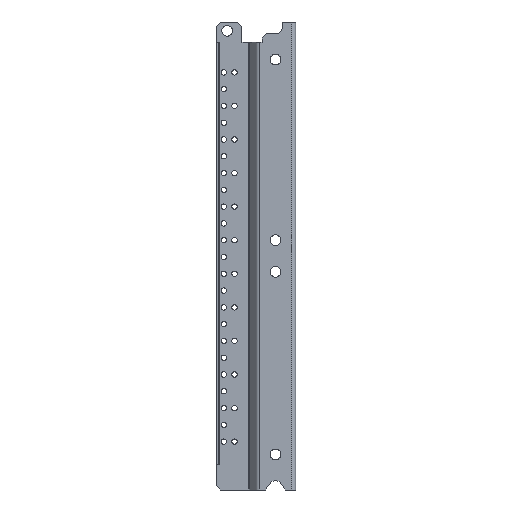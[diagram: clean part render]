
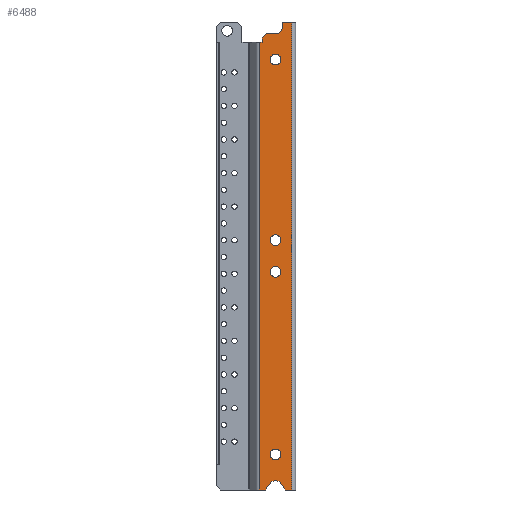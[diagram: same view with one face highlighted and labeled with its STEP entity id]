
A CAD part, front view. The second image highlights one B-rep face of the part: STEP entity #6488.
In plain terms, the highlighted face is planar.
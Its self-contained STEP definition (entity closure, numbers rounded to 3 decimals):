
#2109=DIRECTION('',(0.,-1.,0.));
#2110=VECTOR('',#2109,333.29);
#2111=CARTESIAN_POINT('',(17.,734.79,26.916));
#2112=LINE('',#2111,#2110);
#2116=CARTESIAN_POINT('',(17.,428.,14.995));
#2117=DIRECTION('',(1.,0.,0.));
#2118=DIRECTION('',(0.,1.,0.));
#2119=AXIS2_PLACEMENT_3D('',#2116,#2117,#2118);
#2124=CARTESIAN_POINT('',(17.,428.,14.995));
#2125=DIRECTION('',(1.,0.,0.));
#2126=DIRECTION('',(0.,-1.,0.));
#2127=AXIS2_PLACEMENT_3D('',#2124,#2125,#2126);
#2132=CARTESIAN_POINT('',(17.,722.,14.995));
#2133=DIRECTION('',(1.,0.,0.));
#2134=DIRECTION('',(0.,1.,0.));
#2135=AXIS2_PLACEMENT_3D('',#2132,#2133,#2134);
#2140=CARTESIAN_POINT('',(17.,722.,14.995));
#2141=DIRECTION('',(1.,0.,0.));
#2142=DIRECTION('',(0.,-1.,0.));
#2143=AXIS2_PLACEMENT_3D('',#2140,#2141,#2142);
#2148=CARTESIAN_POINT('',(17.,564.,14.995));
#2149=DIRECTION('',(-1.,0.,0.));
#2150=DIRECTION('',(0.,-1.,0.));
#2151=AXIS2_PLACEMENT_3D('',#2148,#2149,#2150);
#2156=CARTESIAN_POINT('',(17.,564.,14.995));
#2157=DIRECTION('',(-1.,0.,0.));
#2158=DIRECTION('',(0.,1.,0.));
#2159=AXIS2_PLACEMENT_3D('',#2156,#2157,#2158);
#2164=CARTESIAN_POINT('',(17.,587.5,14.995));
#2165=DIRECTION('',(-1.,0.,0.));
#2166=DIRECTION('',(0.,-1.,0.));
#2167=AXIS2_PLACEMENT_3D('',#2164,#2165,#2166);
#2172=CARTESIAN_POINT('',(17.,587.5,14.995));
#2173=DIRECTION('',(-1.,0.,0.));
#2174=DIRECTION('',(0.,1.,0.));
#2175=AXIS2_PLACEMENT_3D('',#2172,#2173,#2174);
#2180=DIRECTION('',(0.,0.,1.));
#2181=VECTOR('',#2180,4.52);
#2182=CARTESIAN_POINT('',(17.,401.5,3.));
#2183=LINE('',#2182,#2181);
#2187=DIRECTION('',(0.,0.844,0.537));
#2188=VECTOR('',#2187,5.287);
#2189=CARTESIAN_POINT('',(17.,401.5,7.52));
#2190=LINE('',#2189,#2188);
#2194=CARTESIAN_POINT('',(17.,403.001,14.995));
#2195=DIRECTION('',(1.,0.,0.));
#2196=DIRECTION('',(0.,0.538,-0.843));
#2197=AXIS2_PLACEMENT_3D('',#2194,#2195,#2196);
#2202=DIRECTION('',(0.,-0.844,0.537));
#2203=VECTOR('',#2202,5.287);
#2204=CARTESIAN_POINT('',(17.,405.96,19.63));
#2205=LINE('',#2204,#2203);
#2209=DIRECTION('',(0.,0.,1.));
#2210=VECTOR('',#2209,4.446);
#2211=CARTESIAN_POINT('',(17.,401.5,22.47));
#2212=LINE('',#2211,#2210);
#2216=DIRECTION('',(0.,0.,-1.));
#2217=VECTOR('',#2216,1.916);
#2218=CARTESIAN_POINT('',(17.,734.79,26.916));
#2219=LINE('',#2218,#2217);
#2223=DIRECTION('',(0.,0.707,-0.707));
#2224=VECTOR('',#2223,4.243);
#2225=CARTESIAN_POINT('',(17.,738.1,25.));
#2226=LINE('',#2225,#2224);
#2230=CARTESIAN_POINT('',(17.,746.1,15.));
#2231=DIRECTION('',(1.,0.,0.));
#2232=DIRECTION('',(0.,-1.,0.));
#2233=AXIS2_PLACEMENT_3D('',#2230,#2231,#2232);
#2238=DIRECTION('',(0.,0.,-1.));
#2239=VECTOR('',#2238,7.);
#2240=CARTESIAN_POINT('',(17.,750.,10.));
#2241=LINE('',#2240,#2239);
#2741=DIRECTION('',(0.,1.,0.));
#2742=VECTOR('',#2741,348.5);
#2743=CARTESIAN_POINT('',(17.,401.5,3.));
#2744=LINE('',#2743,#2742);
#4062=DIRECTION('',(0.,-1.,0.));
#4063=VECTOR('',#4062,3.9);
#4064=CARTESIAN_POINT('',(17.,750.,10.));
#4065=LINE('',#4064,#4063);
#4083=DIRECTION('',(0.,0.,1.));
#4084=VECTOR('',#4083,7.);
#4085=CARTESIAN_POINT('',(17.,741.1,15.));
#4086=LINE('',#4085,#4084);
#4104=DIRECTION('',(0.,-1.,0.));
#4105=VECTOR('',#4104,3.31);
#4106=CARTESIAN_POINT('',(17.,738.1,25.));
#4107=LINE('',#4106,#4105);
#4412=CARTESIAN_POINT('',(17.,726.,14.995));
#4413=CARTESIAN_POINT('',(17.,718.,14.995));
#4414=VERTEX_POINT('',#4412);
#4415=VERTEX_POINT('',#4413);
#4416=CARTESIAN_POINT('',(17.,734.79,26.916));
#4417=CARTESIAN_POINT('',(17.,734.79,25.));
#4418=VERTEX_POINT('',#4416);
#4419=VERTEX_POINT('',#4417);
#4420=CARTESIAN_POINT('',(17.,738.1,25.));
#4421=VERTEX_POINT('',#4420);
#4422=CARTESIAN_POINT('',(17.,741.1,22.));
#4423=VERTEX_POINT('',#4422);
#4424=CARTESIAN_POINT('',(17.,741.1,15.));
#4425=VERTEX_POINT('',#4424);
#4426=CARTESIAN_POINT('',(17.,746.1,10.));
#4427=VERTEX_POINT('',#4426);
#4428=CARTESIAN_POINT('',(17.,750.,10.));
#4429=VERTEX_POINT('',#4428);
#4430=CARTESIAN_POINT('',(17.,750.,3.));
#4431=VERTEX_POINT('',#4430);
#4798=CARTESIAN_POINT('',(17.,560.,14.995));
#4799=CARTESIAN_POINT('',(17.,568.,14.995));
#4800=VERTEX_POINT('',#4798);
#4801=VERTEX_POINT('',#4799);
#4802=CARTESIAN_POINT('',(17.,583.5,14.995));
#4803=CARTESIAN_POINT('',(17.,591.5,14.995));
#4804=VERTEX_POINT('',#4802);
#4805=VERTEX_POINT('',#4803);
#4848=CARTESIAN_POINT('',(17.,401.5,3.));
#4849=CARTESIAN_POINT('',(17.,401.5,7.52));
#4850=VERTEX_POINT('',#4848);
#4851=VERTEX_POINT('',#4849);
#4852=CARTESIAN_POINT('',(17.,405.96,10.36));
#4853=VERTEX_POINT('',#4852);
#4854=CARTESIAN_POINT('',(17.,405.96,19.63));
#4855=VERTEX_POINT('',#4854);
#4856=CARTESIAN_POINT('',(17.,401.5,22.47));
#4857=VERTEX_POINT('',#4856);
#4858=CARTESIAN_POINT('',(17.,401.5,26.916));
#4859=VERTEX_POINT('',#4858);
#4860=CARTESIAN_POINT('',(17.,432.,14.995));
#4861=CARTESIAN_POINT('',(17.,424.,14.995));
#4862=VERTEX_POINT('',#4860);
#4863=VERTEX_POINT('',#4861);
#6430=CARTESIAN_POINT('',(17.,600.,0.));
#6431=DIRECTION('',(1.,0.,0.));
#6432=DIRECTION('',(0.,-1.,0.));
#6433=AXIS2_PLACEMENT_3D('',#6430,#6431,#6432);
#6434=PLANE('',#6433);
#6436=ORIENTED_EDGE('',*,*,#6435,.F.);
#6438=ORIENTED_EDGE('',*,*,#6437,.T.);
#6440=ORIENTED_EDGE('',*,*,#6439,.T.);
#6442=ORIENTED_EDGE('',*,*,#6441,.T.);
#6444=ORIENTED_EDGE('',*,*,#6443,.T.);
#6446=ORIENTED_EDGE('',*,*,#6445,.T.);
#6447=ORIENTED_EDGE('',*,*,#6420,.F.);
#6449=ORIENTED_EDGE('',*,*,#6448,.T.);
#6451=ORIENTED_EDGE('',*,*,#6450,.F.);
#6453=ORIENTED_EDGE('',*,*,#6452,.T.);
#6455=ORIENTED_EDGE('',*,*,#6454,.F.);
#6457=ORIENTED_EDGE('',*,*,#6456,.T.);
#6459=ORIENTED_EDGE('',*,*,#6458,.F.);
#6461=ORIENTED_EDGE('',*,*,#6460,.T.);
#6462=EDGE_LOOP('',(#6436,#6438,#6440,#6442,#6444,#6446,#6447,#6449,#6451,#6453,
#6455,#6457,#6459,#6461));
#6463=FACE_OUTER_BOUND('',#6462,.F.);
#6465=ORIENTED_EDGE('',*,*,#6464,.T.);
#6467=ORIENTED_EDGE('',*,*,#6466,.T.);
#6468=EDGE_LOOP('',(#6465,#6467));
#6469=FACE_BOUND('',#6468,.F.);
#6471=ORIENTED_EDGE('',*,*,#6470,.F.);
#6473=ORIENTED_EDGE('',*,*,#6472,.F.);
#6474=EDGE_LOOP('',(#6471,#6473));
#6475=FACE_BOUND('',#6474,.F.);
#6477=ORIENTED_EDGE('',*,*,#6476,.F.);
#6479=ORIENTED_EDGE('',*,*,#6478,.F.);
#6480=EDGE_LOOP('',(#6477,#6479));
#6481=FACE_BOUND('',#6480,.F.);
#6483=ORIENTED_EDGE('',*,*,#6482,.T.);
#6485=ORIENTED_EDGE('',*,*,#6484,.T.);
#6486=EDGE_LOOP('',(#6483,#6485));
#6487=FACE_BOUND('',#6486,.F.);
#2120=CIRCLE('',#2119,4.);
#2128=CIRCLE('',#2127,4.);
#2136=CIRCLE('',#2135,4.);
#2144=CIRCLE('',#2143,4.);
#2152=CIRCLE('',#2151,4.);
#2160=CIRCLE('',#2159,4.);
#2168=CIRCLE('',#2167,4.);
#2176=CIRCLE('',#2175,4.);
#2198=CIRCLE('',#2197,5.499);
#2234=CIRCLE('',#2233,5.);
#6420=EDGE_CURVE('',#4418,#4859,#2112,.T.);
#6435=EDGE_CURVE('',#4850,#4431,#2744,.T.);
#6437=EDGE_CURVE('',#4850,#4851,#2183,.T.);
#6439=EDGE_CURVE('',#4851,#4853,#2190,.T.);
#6441=EDGE_CURVE('',#4853,#4855,#2198,.T.);
#6443=EDGE_CURVE('',#4855,#4857,#2205,.T.);
#6445=EDGE_CURVE('',#4857,#4859,#2212,.T.);
#6448=EDGE_CURVE('',#4418,#4419,#2219,.T.);
#6450=EDGE_CURVE('',#4421,#4419,#4107,.T.);
#6452=EDGE_CURVE('',#4421,#4423,#2226,.T.);
#6454=EDGE_CURVE('',#4425,#4423,#4086,.T.);
#6456=EDGE_CURVE('',#4425,#4427,#2234,.T.);
#6458=EDGE_CURVE('',#4429,#4427,#4065,.T.);
#6460=EDGE_CURVE('',#4429,#4431,#2241,.T.);
#6464=EDGE_CURVE('',#4414,#4415,#2136,.T.);
#6466=EDGE_CURVE('',#4415,#4414,#2144,.T.);
#6470=EDGE_CURVE('',#4800,#4801,#2152,.T.);
#6472=EDGE_CURVE('',#4801,#4800,#2160,.T.);
#6476=EDGE_CURVE('',#4804,#4805,#2168,.T.);
#6478=EDGE_CURVE('',#4805,#4804,#2176,.T.);
#6482=EDGE_CURVE('',#4862,#4863,#2120,.T.);
#6484=EDGE_CURVE('',#4863,#4862,#2128,.T.);
#6488=ADVANCED_FACE('',(#6463,#6469,#6475,#6481,#6487),#6434,.T.);
